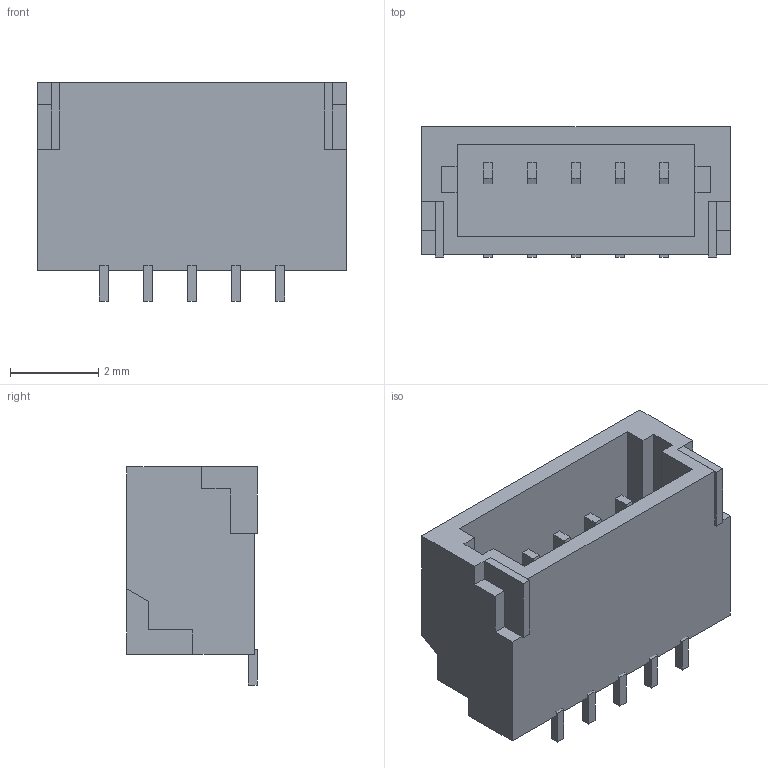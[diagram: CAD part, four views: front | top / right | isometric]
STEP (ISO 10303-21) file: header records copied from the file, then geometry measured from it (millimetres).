
FILE_DESCRIPTION (( 'STEP AP214' ), '1' );
FILE_NAME ('JST_SH_SM05B-SRSS-TB.STEP', '2021-01-14T14:16:47+00:00', 'Stefan Hamminga', '', '', '', '');
FILE_SCHEMA (( 'AUTOMOTIVE_DESIGN' ));
Length unit declared in the file: millimetre
Products named in the file (1): JST_SH_SM05B-SRSS-TB
Bounding box: 7 x 2.96 x 4.95 mm (x, y, z)
Volume: 51.5 mm3; surface area: 212.6 mm2
Topology: 8 solids, 8 shells, 125 faces, 324 edges, 216 vertices
Faces by surface type: plane 125
Entity records: 4539 total; most frequent: CARTESIAN_POINT 666, ORIENTED_EDGE 648, DIRECTION 576, VECTOR 324, LINE 324, EDGE_CURVE 324, VERTEX_POINT 216, EDGE_LOOP 126
